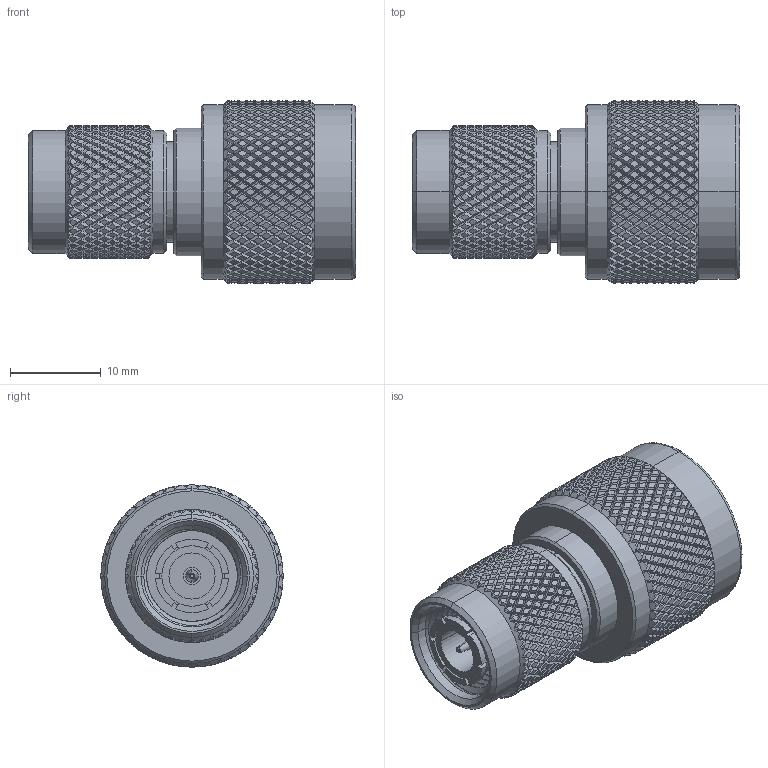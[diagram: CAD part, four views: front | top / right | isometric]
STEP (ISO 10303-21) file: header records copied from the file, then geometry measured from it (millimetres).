
FILE_DESCRIPTION (( 'STEP AP214' ), '1' );
FILE_NAME ('PE9130.STEP', '2018-09-14T16:23:51', ( '' ), ( '' ), 'SwSTEP 2.0', 'SolidWorks 2017', '' );
FILE_SCHEMA (( 'AUTOMOTIVE_DESIGN' ));
Products named in the file (1): PE9130
Bounding box: 36 x 20.04 x 20.04 mm (x, y, z)
Volume: 5751.7 mm3; surface area: 5155.7 mm2
Topology: 1 solids, 1 shells, 5400 faces, 11344 edges, 5959 vertices
Faces by surface type: bspline 4172, cylinder 1127, plane 56, cone 45
Entity records: 208800 total; most frequent: CARTESIAN_POINT 140474, ORIENTED_EDGE 22688, EDGE_CURVE 11344, VERTEX_POINT 5959, EDGE_LOOP 5413, FACE_OUTER_BOUND 5400, ADVANCED_FACE 5400, B_SPLINE_CURVE_WITH_KNOTS 4656
